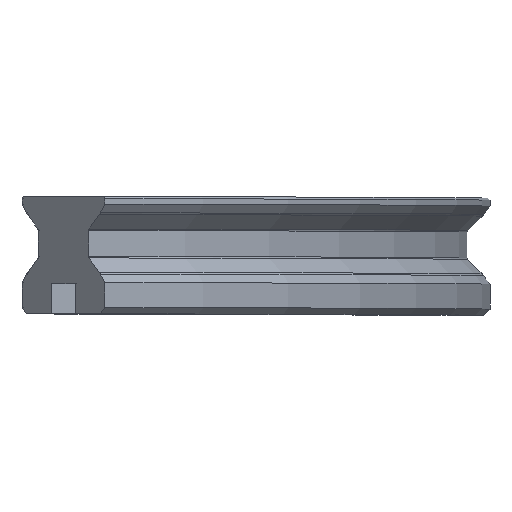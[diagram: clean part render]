
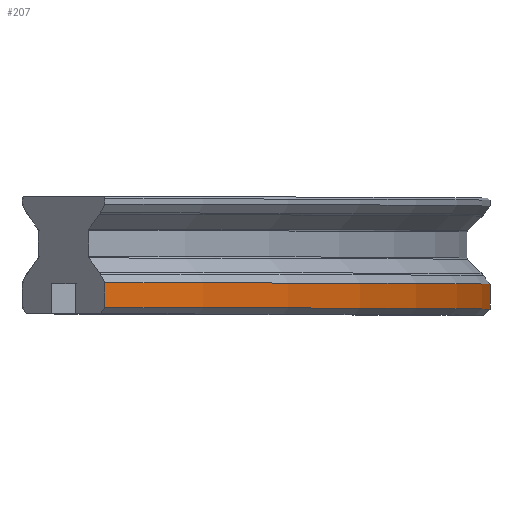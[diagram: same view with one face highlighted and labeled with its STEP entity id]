
A CAD part, top view. The second image highlights one B-rep face of the part: STEP entity #207.
In plain terms, the highlighted cylindrical face has radius 314 mm (diameter 628 mm), a partial arc.
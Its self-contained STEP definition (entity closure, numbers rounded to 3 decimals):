
#26 = VERTEX_POINT ( 'NONE', #460 ) ;
#47 = AXIS2_PLACEMENT_3D ( 'NONE', #203, #1209, #1458 ) ;
#84 = ORIENTED_EDGE ( 'NONE', *, *, #364, .T. ) ;
#111 = VECTOR ( 'NONE', #512, 1000. ) ;
#130 = CARTESIAN_POINT ( 'NONE',  ( -300., 7.444, 0. ) ) ;
#144 = ORIENTED_EDGE ( 'NONE', *, *, #1684, .F. ) ;
#183 = VERTEX_POINT ( 'NONE', #511 ) ;
#203 = CARTESIAN_POINT ( 'NONE',  ( -300., 0., 0. ) ) ;
#207 = ADVANCED_FACE ( 'NONE', ( #1603 ), #1733, .T. ) ;
#296 = DIRECTION ( 'NONE',  ( 0., 1., 0. ) ) ;
#364 = EDGE_CURVE ( 'NONE', #26, #183, #896, .T. ) ;
#392 = AXIS2_PLACEMENT_3D ( 'NONE', #130, #296, #1267 ) ;
#406 = ORIENTED_EDGE ( 'NONE', *, *, #1208, .F. ) ;
#460 = CARTESIAN_POINT ( 'NONE',  ( -77.968, 1.5, 222.032 ) ) ;
#461 = VERTEX_POINT ( 'NONE', #754 ) ;
#467 = CARTESIAN_POINT ( 'NONE',  ( 14., 7.444, 0. ) ) ;
#511 = CARTESIAN_POINT ( 'NONE',  ( 14., 1.5, 0. ) ) ;
#512 = DIRECTION ( 'NONE',  ( 0., 1., 0. ) ) ;
#525 = VECTOR ( 'NONE', #917, 1000. ) ;
#617 = LINE ( 'NONE', #1023, #111 ) ;
#754 = CARTESIAN_POINT ( 'NONE',  ( -77.968, 7.444, 222.032 ) ) ;
#825 = VERTEX_POINT ( 'NONE', #467 ) ;
#835 = AXIS2_PLACEMENT_3D ( 'NONE', #1394, #1793, #1538 ) ;
#896 = CIRCLE ( 'NONE', #835, 314. ) ;
#917 = DIRECTION ( 'NONE',  ( 0., 1., 0. ) ) ;
#1023 = CARTESIAN_POINT ( 'NONE',  ( 14., 1.5, 0. ) ) ;
#1145 = CIRCLE ( 'NONE', #392, 314. ) ;
#1208 = EDGE_CURVE ( 'NONE', #461, #825, #1145, .T. ) ;
#1209 = DIRECTION ( 'NONE',  ( 0., 1., 0. ) ) ;
#1223 = ORIENTED_EDGE ( 'NONE', *, *, #1687, .T. ) ;
#1267 = DIRECTION ( 'NONE',  ( 0.707, 0., 0.707 ) ) ;
#1394 = CARTESIAN_POINT ( 'NONE',  ( -300., 1.5, 0. ) ) ;
#1458 = DIRECTION ( 'NONE',  ( 0., 0., 1. ) ) ;
#1538 = DIRECTION ( 'NONE',  ( 0.707, 0., 0.707 ) ) ;
#1563 = EDGE_LOOP ( 'NONE', ( #406, #144, #84, #1223 ) ) ;
#1603 = FACE_OUTER_BOUND ( 'NONE', #1563, .T. ) ;
#1684 = EDGE_CURVE ( 'NONE', #26, #461, #1742, .T. ) ;
#1687 = EDGE_CURVE ( 'NONE', #183, #825, #617, .T. ) ;
#1733 = CYLINDRICAL_SURFACE ( 'NONE', #47, 314. ) ;
#1742 = LINE ( 'NONE', #1750, #525 ) ;
#1750 = CARTESIAN_POINT ( 'NONE',  ( -77.968, 1.5, 222.032 ) ) ;
#1793 = DIRECTION ( 'NONE',  ( 0., 1., 0. ) ) ;
